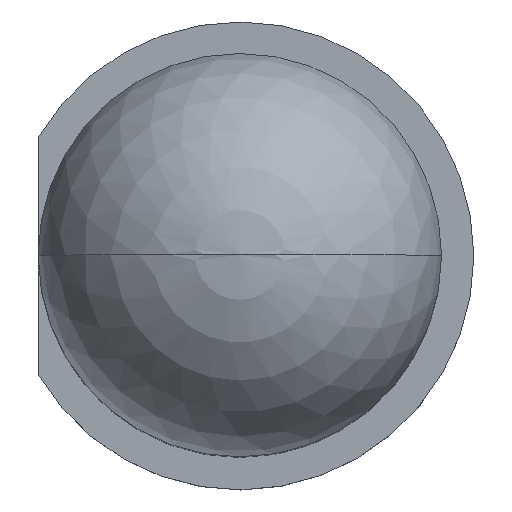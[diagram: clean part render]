
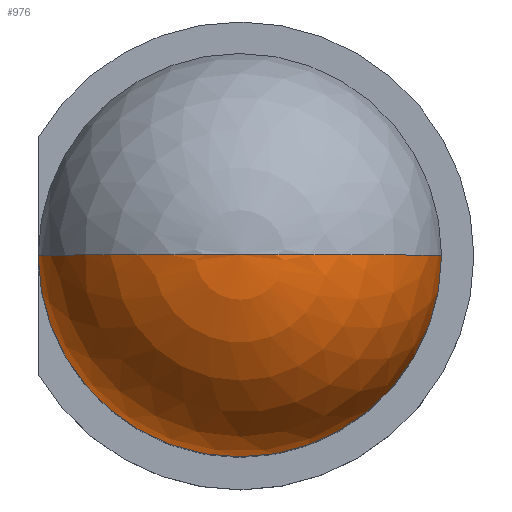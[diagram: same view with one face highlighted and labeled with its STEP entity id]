
A CAD part, top view. The second image highlights one B-rep face of the part: STEP entity #976.
In plain terms, the highlighted spherical face has radius 2.5 mm.
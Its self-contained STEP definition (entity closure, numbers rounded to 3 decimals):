
#909=CARTESIAN_POINT('',(-2.5,0.,11.2));
#910=VERTEX_POINT('',#909);
#919=CARTESIAN_POINT('',(2.5,0.,11.2));
#920=VERTEX_POINT('',#919);
#946=CARTESIAN_POINT('',(0.0,0.0,11.2));
#947=DIRECTION('',(0.0,0.0,-1.0));
#948=DIRECTION('',(-1.0,0.0,0.0));
#949=AXIS2_PLACEMENT_3D('',#946,#947,#948);
#950=SPHERICAL_SURFACE('',#949,2.5);
#951=CARTESIAN_POINT('',(0.,0.,13.7));
#952=VERTEX_POINT('',#951);
#953=CARTESIAN_POINT('',(0.0,0.0,11.2));
#954=DIRECTION('',(0.0,1.0,0.0));
#955=DIRECTION('',(-1.0,0.0,0.0));
#956=AXIS2_PLACEMENT_3D('',#953,#954,#955);
#957=CIRCLE('',#956,2.5);
#958=EDGE_CURVE('',#910,#952,#957,.T.);
#959=ORIENTED_EDGE('',*,*,#958,.F.);
#960=CARTESIAN_POINT('',(0.,0.,11.2));
#961=DIRECTION('',(0.0,0.0,1.0));
#962=DIRECTION('',(-1.0,0.0,0.0));
#963=AXIS2_PLACEMENT_3D('',#960,#961,#962);
#964=CIRCLE('',#963,2.5);
#965=EDGE_CURVE('',#910,#920,#964,.T.);
#966=ORIENTED_EDGE('',*,*,#965,.T.);
#967=CARTESIAN_POINT('',(0.0,0.0,11.2));
#968=DIRECTION('',(0.0,-1.0,0.0));
#969=DIRECTION('',(1.0,0.0,0.0));
#970=AXIS2_PLACEMENT_3D('',#967,#968,#969);
#971=CIRCLE('',#970,2.5);
#972=EDGE_CURVE('',#920,#952,#971,.T.);
#973=ORIENTED_EDGE('',*,*,#972,.T.);
#974=EDGE_LOOP('',(#959,#966,#973));
#975=FACE_OUTER_BOUND('',#974,.T.);
#976=ADVANCED_FACE('',(#975),#950,.T.);
